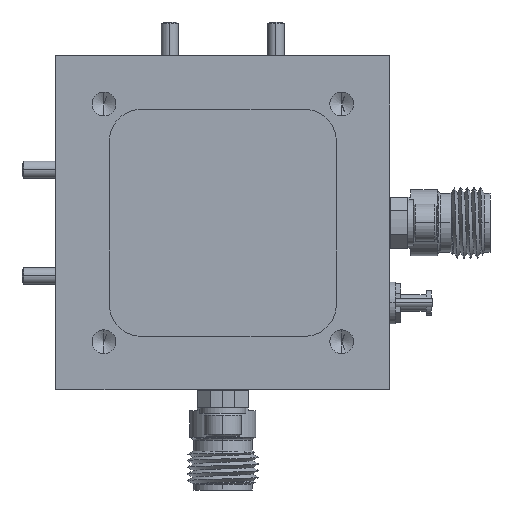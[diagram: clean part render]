
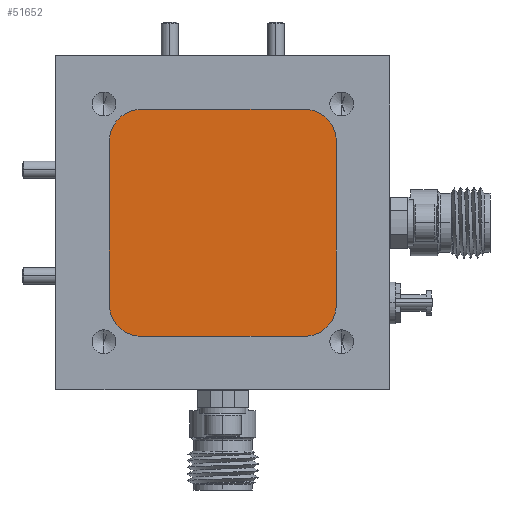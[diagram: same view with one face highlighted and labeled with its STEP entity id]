
A CAD part, left-side view. The second image highlights one B-rep face of the part: STEP entity #51652.
In plain terms, the highlighted planar face has unit normal (-1, 0, 0).
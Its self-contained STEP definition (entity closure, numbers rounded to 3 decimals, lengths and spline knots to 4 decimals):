
#1344 = EDGE_CURVE ( 'NONE', #20535, #28391, #43320, .T. ) ;
#2410 = LINE ( 'NONE', #30982, #45235 ) ;
#3139 = CARTESIAN_POINT ( 'NONE',  ( 0.5042, 0.889, 1.4 ) ) ;
#3365 = DIRECTION ( 'NONE',  ( 0., 0., -1. ) ) ;
#5277 = ORIENTED_EDGE ( 'NONE', *, *, #51948, .T. ) ;
#7956 = CARTESIAN_POINT ( 'NONE',  ( 0.5042, 0.889, 0.67 ) ) ;
#8981 = AXIS2_PLACEMENT_3D ( 'NONE', #38933, #34249, #47239 ) ;
#9709 = CARTESIAN_POINT ( 'NONE',  ( 0.5042, 0.889, 0.55 ) ) ;
#10464 = CARTESIAN_POINT ( 'NONE',  ( 0.5042, 0.159, 1.28 ) ) ;
#10786 = ORIENTED_EDGE ( 'NONE', *, *, #1344, .T. ) ;
#11288 = LINE ( 'NONE', #30185, #35604 ) ;
#11482 = CARTESIAN_POINT ( 'NONE',  ( 0.5042, 1.009, 1.28 ) ) ;
#12559 = VERTEX_POINT ( 'NONE', #42765 ) ;
#14868 = DIRECTION ( 'NONE',  ( -1., 0., 0. ) ) ;
#15474 = AXIS2_PLACEMENT_3D ( 'NONE', #7956, #28390, #3365 ) ;
#16185 = DIRECTION ( 'NONE',  ( 0., 0., 1. ) ) ;
#16312 = VERTEX_POINT ( 'NONE', #50356 ) ;
#16388 = EDGE_CURVE ( 'NONE', #16312, #48638, #11288, .T. ) ;
#16713 = AXIS2_PLACEMENT_3D ( 'NONE', #53460, #27946, #32155 ) ;
#16765 = VERTEX_POINT ( 'NONE', #9709 ) ;
#18048 = CIRCLE ( 'NONE', #16713, 0.12 ) ;
#18456 = AXIS2_PLACEMENT_3D ( 'NONE', #41297, #54402, #24492 ) ;
#20535 = VERTEX_POINT ( 'NONE', #54059 ) ;
#21743 = EDGE_LOOP ( 'NONE', ( #5277, #34103, #47481, #10786, #26203, #30916, #47252, #41634 ) ) ;
#23168 = FACE_OUTER_BOUND ( 'NONE', #21743, .T. ) ;
#24211 = CARTESIAN_POINT ( 'NONE',  ( 0.5042, 0.159, 0.67 ) ) ;
#24492 = DIRECTION ( 'NONE',  ( 0., 0., -1. ) ) ;
#26203 = ORIENTED_EDGE ( 'NONE', *, *, #46727, .T. ) ;
#27946 = DIRECTION ( 'NONE',  ( -1., 0., 0. ) ) ;
#28390 = DIRECTION ( 'NONE',  ( 1., 0., 0. ) ) ;
#28391 = VERTEX_POINT ( 'NONE', #10464 ) ;
#29310 = DIRECTION ( 'NONE',  ( 0., -1., 0. ) ) ;
#30185 = CARTESIAN_POINT ( 'NONE',  ( 0.5042, 0.279, 1.4 ) ) ;
#30916 = ORIENTED_EDGE ( 'NONE', *, *, #16388, .T. ) ;
#30982 = CARTESIAN_POINT ( 'NONE',  ( 0.5042, 1.009, 0.67 ) ) ;
#31186 = DIRECTION ( 'NONE',  ( 0., 0., -1. ) ) ;
#32155 = DIRECTION ( 'NONE',  ( 0., 0., -1. ) ) ;
#32677 = AXIS2_PLACEMENT_3D ( 'NONE', #38816, #14868, #31186 ) ;
#34103 = ORIENTED_EDGE ( 'NONE', *, *, #50476, .T. ) ;
#34249 = DIRECTION ( 'NONE',  ( -1., 0., 0. ) ) ;
#35116 = VECTOR ( 'NONE', #29310, 39.3701 ) ;
#35604 = VECTOR ( 'NONE', #51084, 39.3701 ) ;
#35742 = EDGE_CURVE ( 'NONE', #52681, #51424, #2410, .T. ) ;
#36165 = CIRCLE ( 'NONE', #18456, 0.12 ) ;
#37371 = VECTOR ( 'NONE', #16185, 39.3701 ) ;
#37801 = CARTESIAN_POINT ( 'NONE',  ( 0.5042, 0.279, 0.55 ) ) ;
#38816 = CARTESIAN_POINT ( 'NONE',  ( 0.5042, 0.889, 0.67 ) ) ;
#38933 = CARTESIAN_POINT ( 'NONE',  ( 0.5042, 0.889, 1.28 ) ) ;
#40133 = EDGE_CURVE ( 'NONE', #12559, #20535, #36165, .T. ) ;
#40583 = CARTESIAN_POINT ( 'NONE',  ( 0.5042, 1.009, 0.67 ) ) ;
#40807 = CIRCLE ( 'NONE', #8981, 0.12 ) ;
#41191 = EDGE_CURVE ( 'NONE', #48638, #52681, #40807, .T. ) ;
#41297 = CARTESIAN_POINT ( 'NONE',  ( 0.5042, 0.279, 0.67 ) ) ;
#41634 = ORIENTED_EDGE ( 'NONE', *, *, #35742, .T. ) ;
#42765 = CARTESIAN_POINT ( 'NONE',  ( 0.5042, 0.279, 0.55 ) ) ;
#43205 = DIRECTION ( 'NONE',  ( 0., 0., -1. ) ) ;
#43320 = LINE ( 'NONE', #24211, #37371 ) ;
#45235 = VECTOR ( 'NONE', #43205, 39.3701 ) ;
#46727 = EDGE_CURVE ( 'NONE', #28391, #16312, #18048, .T. ) ;
#47239 = DIRECTION ( 'NONE',  ( 0., 0., -1. ) ) ;
#47252 = ORIENTED_EDGE ( 'NONE', *, *, #41191, .T. ) ;
#47481 = ORIENTED_EDGE ( 'NONE', *, *, #40133, .T. ) ;
#47731 = LINE ( 'NONE', #37801, #35116 ) ;
#48638 = VERTEX_POINT ( 'NONE', #3139 ) ;
#49595 = CIRCLE ( 'NONE', #32677, 0.12 ) ;
#49979 = PLANE ( 'NONE',  #15474 ) ;
#50356 = CARTESIAN_POINT ( 'NONE',  ( 0.5042, 0.279, 1.4 ) ) ;
#50476 = EDGE_CURVE ( 'NONE', #16765, #12559, #47731, .T. ) ;
#51084 = DIRECTION ( 'NONE',  ( 0., 1., 0. ) ) ;
#51424 = VERTEX_POINT ( 'NONE', #40583 ) ;
#51652 = ADVANCED_FACE ( 'NONE', ( #23168 ), #49979, .F. ) ;
#51948 = EDGE_CURVE ( 'NONE', #51424, #16765, #49595, .T. ) ;
#52681 = VERTEX_POINT ( 'NONE', #11482 ) ;
#53460 = CARTESIAN_POINT ( 'NONE',  ( 0.5042, 0.279, 1.28 ) ) ;
#54059 = CARTESIAN_POINT ( 'NONE',  ( 0.5042, 0.159, 0.67 ) ) ;
#54402 = DIRECTION ( 'NONE',  ( -1., 0., 0. ) ) ;
